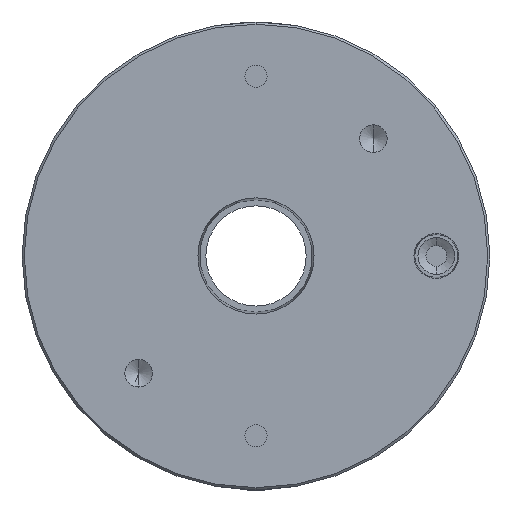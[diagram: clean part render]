
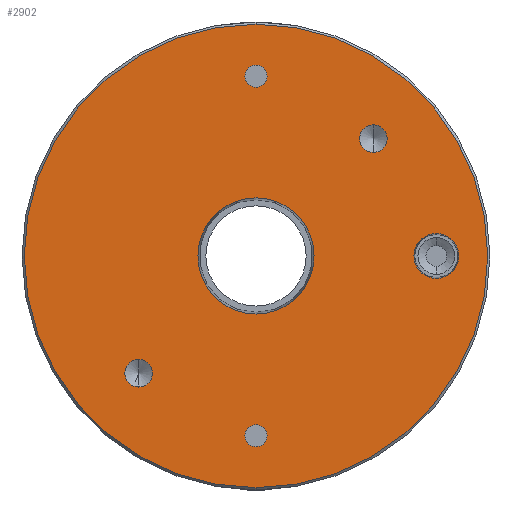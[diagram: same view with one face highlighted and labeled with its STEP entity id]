
A CAD part, front view. The second image highlights one B-rep face of the part: STEP entity #2902.
In plain terms, the highlighted planar face has unit normal (0, -1, 0).
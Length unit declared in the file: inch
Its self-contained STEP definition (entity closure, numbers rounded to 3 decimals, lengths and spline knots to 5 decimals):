
#30 = DIRECTION ( 'NONE',  ( 0., -1., 0. ) ) ;
#229 = PLANE ( 'NONE',  #2883 ) ;
#285 = CARTESIAN_POINT ( 'NONE',  ( 1.06066, -1.491, 1.06066 ) ) ;
#329 = AXIS2_PLACEMENT_3D ( 'NONE', #364, #2085, #1596 ) ;
#364 = CARTESIAN_POINT ( 'NONE',  ( 0., -1.491, 0. ) ) ;
#403 = AXIS2_PLACEMENT_3D ( 'NONE', #979, #3255, #5458 ) ;
#427 = DIRECTION ( 'NONE',  ( 0., 0., -1. ) ) ;
#436 = EDGE_CURVE ( 'NONE', #5158, #939, #4954, .T. ) ;
#618 = FACE_BOUND ( 'NONE', #3285, .T. ) ;
#663 = EDGE_LOOP ( 'NONE', ( #1018, #2615 ) ) ;
#731 = AXIS2_PLACEMENT_3D ( 'NONE', #285, #5108, #1118 ) ;
#735 = CARTESIAN_POINT ( 'NONE',  ( -1.06066, -1.491, -1.18566 ) ) ;
#743 = VERTEX_POINT ( 'NONE', #3136 ) ;
#835 = DIRECTION ( 'NONE',  ( 0., 0., -1. ) ) ;
#857 = CARTESIAN_POINT ( 'NONE',  ( 1.63, -1.491, 0.2025 ) ) ;
#882 = CARTESIAN_POINT ( 'NONE',  ( 0., -1.491, 1.625 ) ) ;
#892 = AXIS2_PLACEMENT_3D ( 'NONE', #882, #3515, #427 ) ;
#894 = ORIENTED_EDGE ( 'NONE', *, *, #436, .F. ) ;
#904 = AXIS2_PLACEMENT_3D ( 'NONE', #5375, #30, #4153 ) ;
#939 = VERTEX_POINT ( 'NONE', #4646 ) ;
#951 = CARTESIAN_POINT ( 'NONE',  ( 1.06066, -1.491, 1.18566 ) ) ;
#975 = CIRCLE ( 'NONE', #892, 0.1005 ) ;
#979 = CARTESIAN_POINT ( 'NONE',  ( 0., -1.491, 0. ) ) ;
#1000 = FACE_OUTER_BOUND ( 'NONE', #5065, .T. ) ;
#1013 = CARTESIAN_POINT ( 'NONE',  ( 0., -1.491, 0. ) ) ;
#1018 = ORIENTED_EDGE ( 'NONE', *, *, #2417, .F. ) ;
#1069 = ORIENTED_EDGE ( 'NONE', *, *, #1883, .F. ) ;
#1092 = CIRCLE ( 'NONE', #2143, 0.1005 ) ;
#1106 = ORIENTED_EDGE ( 'NONE', *, *, #4481, .F. ) ;
#1118 = DIRECTION ( 'NONE',  ( 0., 0., -1. ) ) ;
#1238 = EDGE_CURVE ( 'NONE', #2967, #5505, #5579, .T. ) ;
#1292 = ORIENTED_EDGE ( 'NONE', *, *, #4246, .F. ) ;
#1323 = AXIS2_PLACEMENT_3D ( 'NONE', #2991, #5626, #4726 ) ;
#1333 = DIRECTION ( 'NONE',  ( 0., -1., 0. ) ) ;
#1422 = CIRCLE ( 'NONE', #4842, 0.125 ) ;
#1430 = EDGE_CURVE ( 'NONE', #2826, #2144, #4112, .T. ) ;
#1431 = DIRECTION ( 'NONE',  ( 0., -1., 0. ) ) ;
#1493 = FACE_BOUND ( 'NONE', #663, .T. ) ;
#1535 = CARTESIAN_POINT ( 'NONE',  ( 0., -1.491, -1.625 ) ) ;
#1562 = AXIS2_PLACEMENT_3D ( 'NONE', #3641, #1431, #3222 ) ;
#1596 = DIRECTION ( 'NONE',  ( 0., 0., -1. ) ) ;
#1658 = CARTESIAN_POINT ( 'NONE',  ( 0., -1.491, -2.095 ) ) ;
#1668 = CARTESIAN_POINT ( 'NONE',  ( 1.06066, -1.491, 0.93566 ) ) ;
#1692 = EDGE_LOOP ( 'NONE', ( #894, #3749 ) ) ;
#1771 = CIRCLE ( 'NONE', #4260, 2.095 ) ;
#1883 = EDGE_CURVE ( 'NONE', #3078, #4850, #975, .T. ) ;
#1918 = ORIENTED_EDGE ( 'NONE', *, *, #5466, .F. ) ;
#1949 = CIRCLE ( 'NONE', #731, 0.125 ) ;
#1974 = CIRCLE ( 'NONE', #2643, 0.1005 ) ;
#1991 = FACE_BOUND ( 'NONE', #3519, .T. ) ;
#2024 = FACE_BOUND ( 'NONE', #4357, .T. ) ;
#2026 = EDGE_CURVE ( 'NONE', #3002, #4683, #1974, .T. ) ;
#2030 = VERTEX_POINT ( 'NONE', #951 ) ;
#2085 = DIRECTION ( 'NONE',  ( 0., -1., 0. ) ) ;
#2143 = AXIS2_PLACEMENT_3D ( 'NONE', #2275, #1333, #835 ) ;
#2144 = VERTEX_POINT ( 'NONE', #1658 ) ;
#2149 = CARTESIAN_POINT ( 'NONE',  ( 0., -1.491, 1.7255 ) ) ;
#2201 = DIRECTION ( 'NONE',  ( 0., -1., 0. ) ) ;
#2275 = CARTESIAN_POINT ( 'NONE',  ( 0., -1.491, 1.625 ) ) ;
#2282 = CARTESIAN_POINT ( 'NONE',  ( 1.63, -1.491, 0. ) ) ;
#2405 = FACE_BOUND ( 'NONE', #5097, .T. ) ;
#2417 = EDGE_CURVE ( 'NONE', #3758, #2030, #1422, .T. ) ;
#2444 = CARTESIAN_POINT ( 'NONE',  ( 0., -1.491, -1.625 ) ) ;
#2560 = DIRECTION ( 'NONE',  ( 0., -1., 0. ) ) ;
#2615 = ORIENTED_EDGE ( 'NONE', *, *, #5156, .F. ) ;
#2643 = AXIS2_PLACEMENT_3D ( 'NONE', #1535, #5435, #2885 ) ;
#2700 = DIRECTION ( 'NONE',  ( 0., 0., -1. ) ) ;
#2826 = VERTEX_POINT ( 'NONE', #3091 ) ;
#2883 = AXIS2_PLACEMENT_3D ( 'NONE', #3844, #2560, #5627 ) ;
#2885 = DIRECTION ( 'NONE',  ( 0., 0., -1. ) ) ;
#2902 = ADVANCED_FACE ( 'NONE', ( #1493, #2024, #1000, #618, #2405, #1991, #5426 ), #229, .T. ) ;
#2944 = ORIENTED_EDGE ( 'NONE', *, *, #4833, .F. ) ;
#2967 = VERTEX_POINT ( 'NONE', #857 ) ;
#2989 = AXIS2_PLACEMENT_3D ( 'NONE', #4894, #3613, #2700 ) ;
#2991 = CARTESIAN_POINT ( 'NONE',  ( -1.06066, -1.491, -1.06066 ) ) ;
#2992 = DIRECTION ( 'NONE',  ( 0., 0., -1. ) ) ;
#3002 = VERTEX_POINT ( 'NONE', #3967 ) ;
#3075 = CARTESIAN_POINT ( 'NONE',  ( 1.63, -1.491, -0.2025 ) ) ;
#3078 = VERTEX_POINT ( 'NONE', #3939 ) ;
#3091 = CARTESIAN_POINT ( 'NONE',  ( 0., -1.491, 2.095 ) ) ;
#3136 = CARTESIAN_POINT ( 'NONE',  ( -1.06066, -1.491, -0.93566 ) ) ;
#3222 = DIRECTION ( 'NONE',  ( 0., 0., -1. ) ) ;
#3252 = CIRCLE ( 'NONE', #5079, 0.1005 ) ;
#3255 = DIRECTION ( 'NONE',  ( 0., -1., 0. ) ) ;
#3285 = EDGE_LOOP ( 'NONE', ( #2944, #4702 ) ) ;
#3302 = CARTESIAN_POINT ( 'NONE',  ( 1.06066, -1.491, 1.06066 ) ) ;
#3515 = DIRECTION ( 'NONE',  ( 0., -1., 0. ) ) ;
#3519 = EDGE_LOOP ( 'NONE', ( #1106, #4489 ) ) ;
#3597 = CIRCLE ( 'NONE', #1562, 0.2025 ) ;
#3613 = DIRECTION ( 'NONE',  ( 0., -1., 0. ) ) ;
#3641 = CARTESIAN_POINT ( 'NONE',  ( 1.63, -1.491, 0. ) ) ;
#3660 = DIRECTION ( 'NONE',  ( 0., -1., 0. ) ) ;
#3749 = ORIENTED_EDGE ( 'NONE', *, *, #5216, .F. ) ;
#3758 = VERTEX_POINT ( 'NONE', #1668 ) ;
#3830 = CIRCLE ( 'NONE', #1323, 0.125 ) ;
#3844 = CARTESIAN_POINT ( 'NONE',  ( -2.115, -1.491, 0. ) ) ;
#3894 = ORIENTED_EDGE ( 'NONE', *, *, #1430, .T. ) ;
#3939 = CARTESIAN_POINT ( 'NONE',  ( 0., -1.491, 1.5245 ) ) ;
#3967 = CARTESIAN_POINT ( 'NONE',  ( 0., -1.491, -1.5245 ) ) ;
#4041 = DIRECTION ( 'NONE',  ( 0., 0., -1. ) ) ;
#4112 = CIRCLE ( 'NONE', #403, 2.095 ) ;
#4153 = DIRECTION ( 'NONE',  ( 0., 0., -1. ) ) ;
#4246 = EDGE_CURVE ( 'NONE', #743, #4401, #3830, .T. ) ;
#4260 = AXIS2_PLACEMENT_3D ( 'NONE', #1013, #3660, #5064 ) ;
#4284 = AXIS2_PLACEMENT_3D ( 'NONE', #2282, #2201, #4041 ) ;
#4357 = EDGE_LOOP ( 'NONE', ( #5437, #1292 ) ) ;
#4401 = VERTEX_POINT ( 'NONE', #735 ) ;
#4423 = CARTESIAN_POINT ( 'NONE',  ( 0., -1.491, -1.7255 ) ) ;
#4481 = EDGE_CURVE ( 'NONE', #5505, #2967, #3597, .T. ) ;
#4489 = ORIENTED_EDGE ( 'NONE', *, *, #1238, .F. ) ;
#4631 = DIRECTION ( 'NONE',  ( 0., 0., -1. ) ) ;
#4637 = ORIENTED_EDGE ( 'NONE', *, *, #5648, .T. ) ;
#4646 = CARTESIAN_POINT ( 'NONE',  ( 0., -1.491, 0.52499 ) ) ;
#4671 = CARTESIAN_POINT ( 'NONE',  ( 0., -1.491, -0.52499 ) ) ;
#4683 = VERTEX_POINT ( 'NONE', #4423 ) ;
#4698 = DIRECTION ( 'NONE',  ( 0., -1., 0. ) ) ;
#4702 = ORIENTED_EDGE ( 'NONE', *, *, #2026, .F. ) ;
#4726 = DIRECTION ( 'NONE',  ( 0., 0., -1. ) ) ;
#4833 = EDGE_CURVE ( 'NONE', #4683, #3002, #3252, .T. ) ;
#4842 = AXIS2_PLACEMENT_3D ( 'NONE', #3302, #4698, #2992 ) ;
#4850 = VERTEX_POINT ( 'NONE', #2149 ) ;
#4894 = CARTESIAN_POINT ( 'NONE',  ( 0., -1.491, 0. ) ) ;
#4895 = CIRCLE ( 'NONE', #904, 0.125 ) ;
#4954 = CIRCLE ( 'NONE', #329, 0.52499 ) ;
#5005 = EDGE_CURVE ( 'NONE', #4401, #743, #4895, .T. ) ;
#5064 = DIRECTION ( 'NONE',  ( 0., 0., -1. ) ) ;
#5065 = EDGE_LOOP ( 'NONE', ( #3894, #4637 ) ) ;
#5079 = AXIS2_PLACEMENT_3D ( 'NONE', #2444, #5096, #4631 ) ;
#5096 = DIRECTION ( 'NONE',  ( 0., -1., 0. ) ) ;
#5097 = EDGE_LOOP ( 'NONE', ( #1069, #1918 ) ) ;
#5108 = DIRECTION ( 'NONE',  ( 0., -1., 0. ) ) ;
#5156 = EDGE_CURVE ( 'NONE', #2030, #3758, #1949, .T. ) ;
#5158 = VERTEX_POINT ( 'NONE', #4671 ) ;
#5216 = EDGE_CURVE ( 'NONE', #939, #5158, #5456, .T. ) ;
#5375 = CARTESIAN_POINT ( 'NONE',  ( -1.06066, -1.491, -1.06066 ) ) ;
#5426 = FACE_BOUND ( 'NONE', #1692, .T. ) ;
#5435 = DIRECTION ( 'NONE',  ( 0., -1., 0. ) ) ;
#5437 = ORIENTED_EDGE ( 'NONE', *, *, #5005, .F. ) ;
#5456 = CIRCLE ( 'NONE', #2989, 0.52499 ) ;
#5458 = DIRECTION ( 'NONE',  ( 0., 0., -1. ) ) ;
#5466 = EDGE_CURVE ( 'NONE', #4850, #3078, #1092, .T. ) ;
#5505 = VERTEX_POINT ( 'NONE', #3075 ) ;
#5579 = CIRCLE ( 'NONE', #4284, 0.2025 ) ;
#5626 = DIRECTION ( 'NONE',  ( 0., -1., 0. ) ) ;
#5627 = DIRECTION ( 'NONE',  ( 0., 0., -1. ) ) ;
#5648 = EDGE_CURVE ( 'NONE', #2144, #2826, #1771, .T. ) ;
